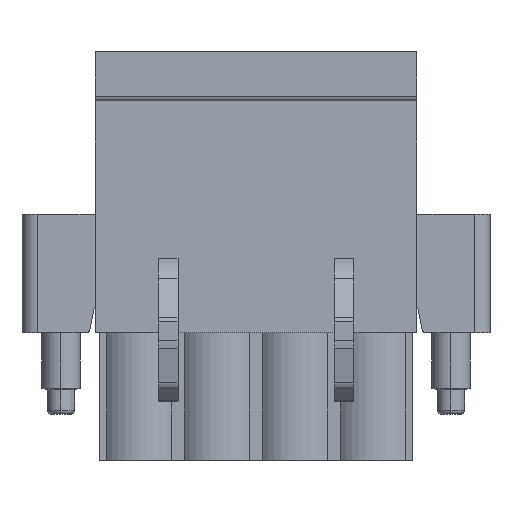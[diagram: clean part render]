
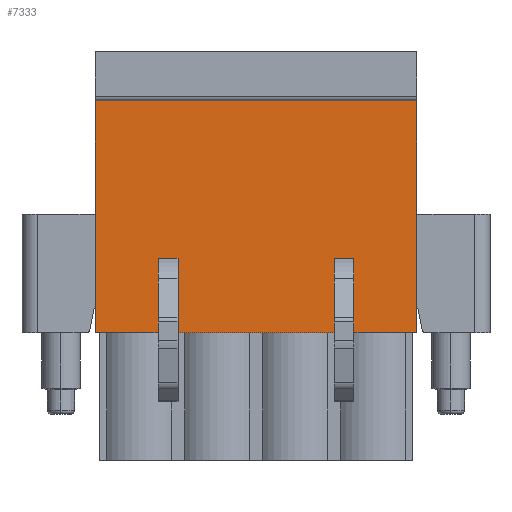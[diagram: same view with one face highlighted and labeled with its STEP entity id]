
A CAD part, top view. The second image highlights one B-rep face of the part: STEP entity #7333.
In plain terms, the highlighted planar face has unit normal (0, 0, 1).
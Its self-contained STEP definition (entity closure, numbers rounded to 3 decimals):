
#18=DIRECTION('',(0.,-1.,0.));
#19=VECTOR('',#18,15.1);
#20=CARTESIAN_POINT('',(0.,9.44,6.96));
#21=LINE('',#20,#19);
#356=DIRECTION('',(-1.,0.,0.));
#357=VECTOR('',#356,4.09);
#358=CARTESIAN_POINT('',(-16.85,-5.66,6.96));
#359=LINE('',#358,#357);
#364=DIRECTION('',(-1.,0.,0.));
#365=VECTOR('',#364,10.16);
#366=CARTESIAN_POINT('',(-5.39,-5.66,6.96));
#367=LINE('',#366,#365);
#372=DIRECTION('',(-1.,0.,0.));
#373=VECTOR('',#372,4.09);
#374=CARTESIAN_POINT('',(0.,-5.66,6.96));
#375=LINE('',#374,#373);
#1241=DIRECTION('',(0.,-1.,0.));
#1242=VECTOR('',#1241,15.1);
#1243=CARTESIAN_POINT('',(-20.94,9.44,6.96));
#1244=LINE('',#1243,#1242);
#2085=DIRECTION('',(0.,1.,0.));
#2086=VECTOR('',#2085,4.844);
#2087=CARTESIAN_POINT('',(-16.85,-5.66,6.96));
#2088=LINE('',#2087,#2086);
#2089=DIRECTION('',(-1.,0.,0.));
#2090=VECTOR('',#2089,20.94);
#2091=CARTESIAN_POINT('',(0.,9.44,6.96));
#2092=LINE('',#2091,#2090);
#2093=DIRECTION('',(0.,1.,0.));
#2094=VECTOR('',#2093,4.844);
#2095=CARTESIAN_POINT('',(-4.09,-5.66,6.96));
#2096=LINE('',#2095,#2094);
#2097=DIRECTION('',(1.,0.,0.));
#2098=VECTOR('',#2097,1.3);
#2099=CARTESIAN_POINT('',(-5.39,-0.816,6.96));
#2100=LINE('',#2099,#2098);
#2101=DIRECTION('',(0.,1.,0.));
#2102=VECTOR('',#2101,4.844);
#2103=CARTESIAN_POINT('',(-5.39,-5.66,6.96));
#2104=LINE('',#2103,#2102);
#2105=DIRECTION('',(0.,1.,0.));
#2106=VECTOR('',#2105,4.844);
#2107=CARTESIAN_POINT('',(-15.55,-5.66,6.96));
#2108=LINE('',#2107,#2106);
#2109=DIRECTION('',(1.,0.,0.));
#2110=VECTOR('',#2109,1.3);
#2111=CARTESIAN_POINT('',(-16.85,-0.816,6.96));
#2112=LINE('',#2111,#2110);
#3549=CARTESIAN_POINT('',(0.,9.44,6.96));
#3550=CARTESIAN_POINT('',(0.,-5.66,6.96));
#3551=VERTEX_POINT('',#3549);
#3552=VERTEX_POINT('',#3550);
#3587=CARTESIAN_POINT('',(-20.94,9.44,6.96));
#3588=CARTESIAN_POINT('',(-20.94,-5.66,6.96));
#3589=VERTEX_POINT('',#3587);
#3590=VERTEX_POINT('',#3588);
#4569=CARTESIAN_POINT('',(-4.09,-5.66,6.96));
#4570=CARTESIAN_POINT('',(-4.09,-0.816,6.96));
#4571=VERTEX_POINT('',#4569);
#4572=VERTEX_POINT('',#4570);
#4573=CARTESIAN_POINT('',(-5.39,-5.66,6.96));
#4574=CARTESIAN_POINT('',(-5.39,-0.816,6.96));
#4575=VERTEX_POINT('',#4573);
#4576=VERTEX_POINT('',#4574);
#4637=CARTESIAN_POINT('',(-16.85,-5.66,6.96));
#4638=VERTEX_POINT('',#4637);
#4639=CARTESIAN_POINT('',(-16.85,-0.816,6.96));
#4640=VERTEX_POINT('',#4639);
#4641=CARTESIAN_POINT('',(-15.55,-5.66,6.96));
#4642=VERTEX_POINT('',#4641);
#4643=CARTESIAN_POINT('',(-15.55,-0.816,6.96));
#4644=VERTEX_POINT('',#4643);
#7308=CARTESIAN_POINT('',(0.,9.44,6.96));
#7309=DIRECTION('',(0.,0.,1.));
#7310=DIRECTION('',(0.,-1.,0.));
#7311=AXIS2_PLACEMENT_3D('',#7308,#7309,#7310);
#7312=PLANE('',#7311);
#7314=ORIENTED_EDGE('',*,*,#7313,.F.);
#7315=ORIENTED_EDGE('',*,*,#4817,.T.);
#7316=ORIENTED_EDGE('',*,*,#6225,.F.);
#7317=ORIENTED_EDGE('',*,*,#7301,.F.);
#7318=ORIENTED_EDGE('',*,*,#4654,.T.);
#7319=ORIENTED_EDGE('',*,*,#4833,.T.);
#7321=ORIENTED_EDGE('',*,*,#7320,.T.);
#7323=ORIENTED_EDGE('',*,*,#7322,.F.);
#7325=ORIENTED_EDGE('',*,*,#7324,.F.);
#7326=ORIENTED_EDGE('',*,*,#4825,.T.);
#7328=ORIENTED_EDGE('',*,*,#7327,.T.);
#7330=ORIENTED_EDGE('',*,*,#7329,.F.);
#7331=EDGE_LOOP('',(#7314,#7315,#7316,#7317,#7318,#7319,#7321,#7323,#7325,#7326,
#7328,#7330));
#7332=FACE_OUTER_BOUND('',#7331,.F.);
#7333=ADVANCED_FACE('',(#7332),#7312,.T.);
#4654=EDGE_CURVE('',#3551,#3552,#21,.T.);
#4817=EDGE_CURVE('',#4638,#3590,#359,.T.);
#4825=EDGE_CURVE('',#4575,#4642,#367,.T.);
#4833=EDGE_CURVE('',#3552,#4571,#375,.T.);
#6225=EDGE_CURVE('',#3589,#3590,#1244,.T.);
#7301=EDGE_CURVE('',#3551,#3589,#2092,.T.);
#7313=EDGE_CURVE('',#4638,#4640,#2088,.T.);
#7320=EDGE_CURVE('',#4571,#4572,#2096,.T.);
#7322=EDGE_CURVE('',#4576,#4572,#2100,.T.);
#7324=EDGE_CURVE('',#4575,#4576,#2104,.T.);
#7327=EDGE_CURVE('',#4642,#4644,#2108,.T.);
#7329=EDGE_CURVE('',#4640,#4644,#2112,.T.);
